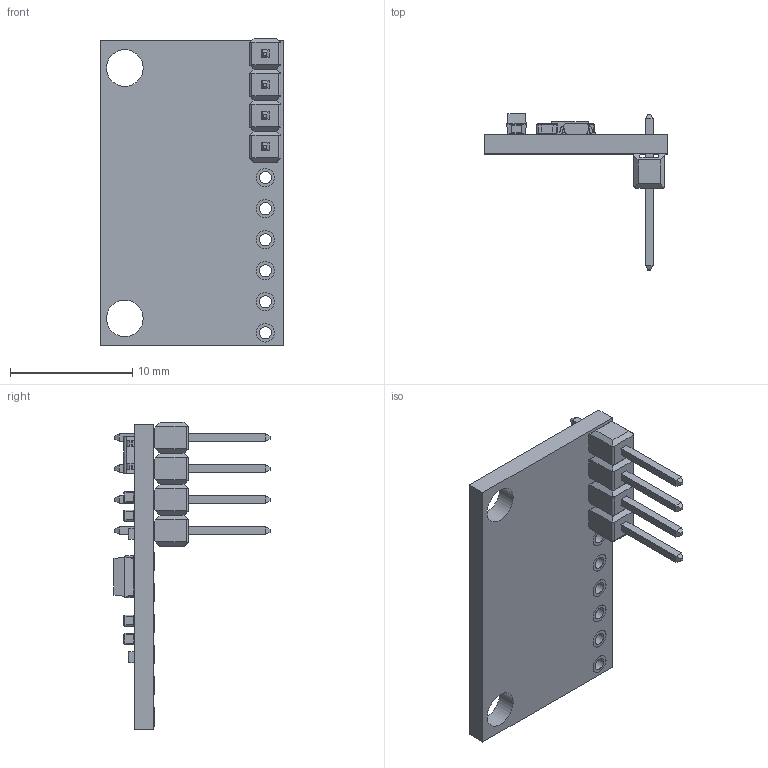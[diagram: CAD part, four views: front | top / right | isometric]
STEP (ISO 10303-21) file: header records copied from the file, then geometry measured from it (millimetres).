
FILE_DESCRIPTION(/* description */ (''),/* implementation_level */ '2;1');
FILE_NAME(/* name */ 'MPU-9250(4pin).step',/* time_stamp */ '2020-01-12T11:35:34+01:00',/* author */ (''),/* organization */ (''),/* preprocessor_version */ 'ST-DEVELOPER v18',/* originating_system */ 'Autodesk Translation Framework v8.12.0.6',/* authorisation */ '');
FILE_SCHEMA (('AUTOMOTIVE_DESIGN { 1 0 10303 214 3 1 1 }'));
Length unit declared in the file: millimetre
Products named in the file (9): MPU-9250; board; hole_plating; Pin Header 1x10 TH Pitch 2; QFN-24 3x3 0; tantalum 10uF; SOT23_5; RESC-0603; CAPC-0603-T0
Assembly tree (35 placements, depth 2):
  MPU-9250
    board
    hole_plating  x20
    Pin Header 1x10 TH Pitch 2
    QFN-24 3x3 0
    tantalum 10uF
    SOT23_5
    RESC-0603  x5
    CAPC-0603-T0  x5
Bounding box: 15 x 12.78 x 25.2 mm (x, y, z)
Volume: 607.1 mm3; surface area: 1389.4 mm2
Topology: 48 solids, 53 shells, 1027 faces, 2697 edges, 1734 vertices
Faces by surface type: plane 723, cylinder 210, bspline 54, sphere 40
Full cylindrical faces by diameter (mm): 0.392 x1, 0.5 x1, 1 x30, 1.5 x20, 3 x2
Entity records: 20115 total; most frequent: CARTESIAN_POINT 4139, ORIENTED_EDGE 3276, DIRECTION 2928, EDGE_CURVE 1656, LINE 1346, VECTOR 1346, VERTEX_POINT 1082, AXIS2_PLACEMENT_3D 791
